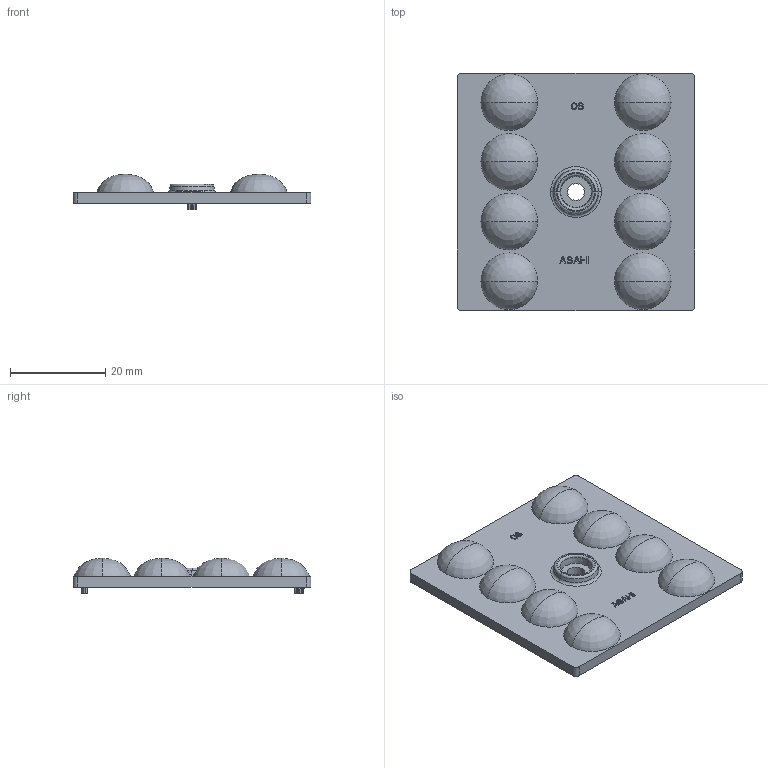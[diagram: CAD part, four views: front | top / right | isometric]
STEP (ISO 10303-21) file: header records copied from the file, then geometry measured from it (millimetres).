
FILE_DESCRIPTION((''),'2;1');
FILE_NAME('PRT0021','2023-11-08T',('86134'),(''),'PRO/ENGINEER BY PARAMETRIC TECHNOLOGY CORPORATION, 2015070','PRO/ENGINEER BY PARAMETRIC TECHNOLOGY CORPORATION, 2015070','');
FILE_SCHEMA(('CONFIG_CONTROL_DESIGN'));
Length unit declared in the file: millimetre
Products named in the file (1): PRT0021
Bounding box: 49.8 x 49.8 x 7.38 mm (x, y, z)
Volume: 6612.2 mm3; surface area: 6275.5 mm2
Topology: 1 solids, 1 shells, 311 faces, 872 edges, 562 vertices
Faces by surface type: plane 227, revolution 32, cone 30, bspline 12, torus 6, cylinder 4
Entity records: 10384 total; most frequent: CARTESIAN_POINT 2593, ORIENTED_EDGE 1680, DIRECTION 1434, EDGE_CURVE 840, VECTOR 652, LINE 652, VERTEX_POINT 562, AXIS2_PLACEMENT_3D 375
